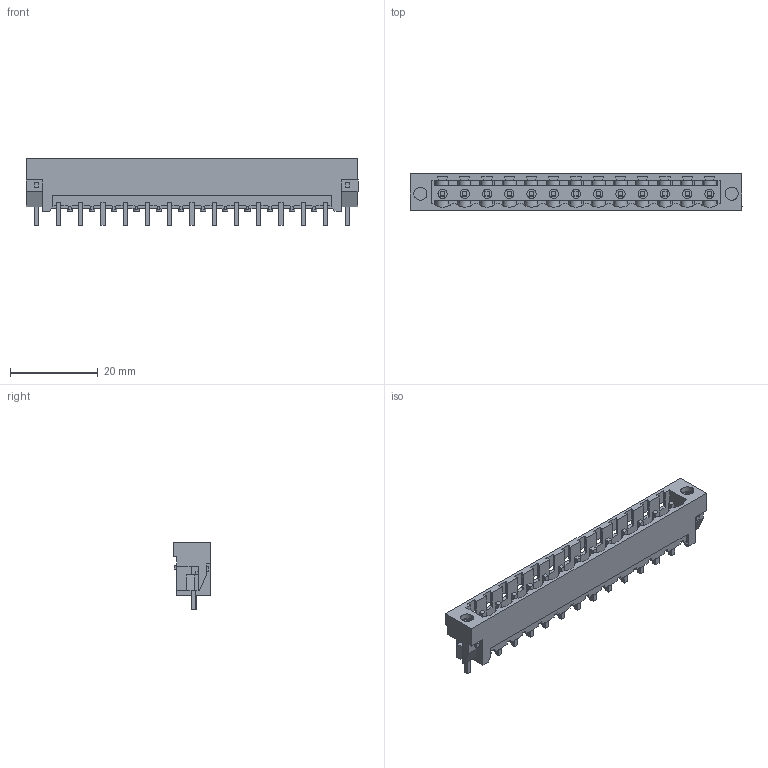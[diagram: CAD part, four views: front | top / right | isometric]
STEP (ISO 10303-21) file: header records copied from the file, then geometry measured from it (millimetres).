
FILE_DESCRIPTION(('CATIA V5 STEP Exchange','CAx-IF Rec.Pracs.--- Model Styling and Organization---1.2---2011-12-15'),'2;1');
FILE_NAME ('D1457051_0_1838550000_1838550000.stp','2018-03-19T17:33:56+00:00',('none'),('Weidmueller'),'CATIA Version 5-6 Release 2014','CATIA V5 STEP AP214','none');
FILE_SCHEMA(('AUTOMOTIVE_DESIGN { 1 0 10303 214 1 1 1 1 }'));
Length unit declared in the file: millimetre
Products named in the file (1): 1838550000
Bounding box: 75.84 x 8.43 x 15.2 mm (x, y, z)
Volume: 2807 mm3; surface area: 6507.7 mm2
Topology: 16 solids, 16 shells, 843 faces, 2667 edges, 1830 vertices
Faces by surface type: plane 703, cylinder 127, extrusion 13
Entity records: 30814 total; most frequent: CARTESIAN_POINT 6720, ORIENTED_EDGE 5334, DIRECTION 4071, EDGE_CURVE 2667, VECTOR 2200, LINE 2187, VERTEX_POINT 1830, AXIS2_PLACEMENT_3D 1041
